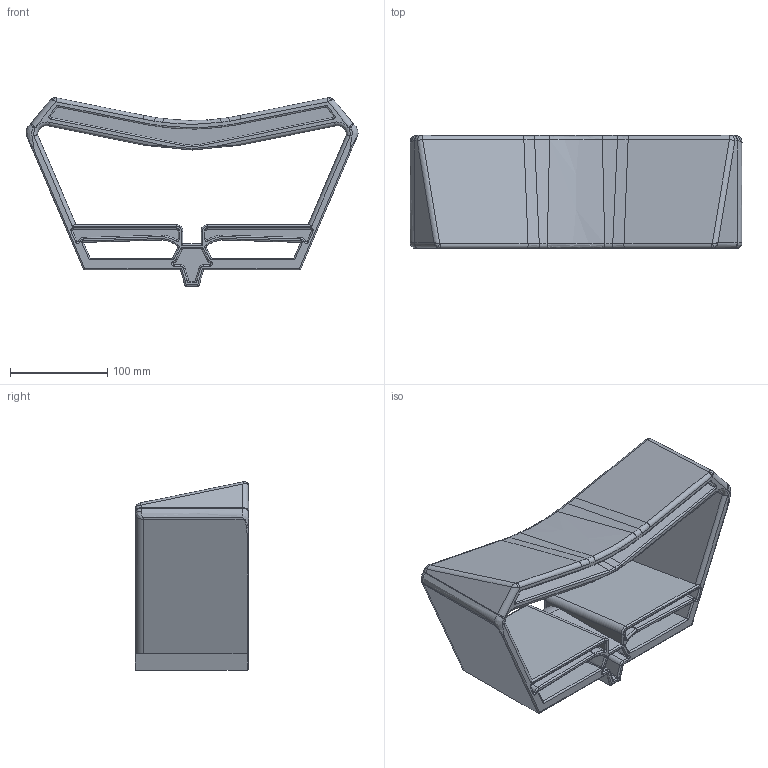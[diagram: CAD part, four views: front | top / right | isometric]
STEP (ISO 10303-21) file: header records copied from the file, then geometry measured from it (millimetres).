
FILE_DESCRIPTION(/* description */ ('STEP AP242','CAx-IF Rec.Pracs.---Representation and Presentation of Product Manufacturing Information (PMI)---4.0---2014-10-13','CAx-IF Rec.Pracs.---3D Tessellated Geometry---0.4---2014-09-14','2;1'),/* implementation_level */ '2;1');
FILE_NAME(/* name */ '668090f37f42df248cd65e3d',/* time_stamp */ '2024-06-29T22:55:47Z',/* author */ (''),/* organization */ (''),/* preprocessor_version */ 'ST-DEVELOPER v20',/* originating_system */ ' ',/* authorisation */ ' ');
FILE_SCHEMA (('AP242_MANAGED_MODEL_BASED_3D_ENGINEERING_MIM_LF { 1 0 10303 442 1 1 4 }'));
Length unit declared in the file: metre
Products named in the file (1): Part 2
Bounding box: 340.82 x 116.19 x 193.61 mm (x, y, z)
Volume: 1391325.6 mm3; surface area: 304177.8 mm2
Topology: 1 solids, 1 shells, 286 faces, 710 edges, 421 vertices
Faces by surface type: cylinder 116, plane 62, bspline 57, torus 47, cone 2, sphere 2
Entity records: 9347 total; most frequent: CARTESIAN_POINT 2854, ORIENTED_EDGE 1408, DIRECTION 1320, EDGE_CURVE 704, AXIS2_PLACEMENT_3D 522, VERTEX_POINT 421, EDGE_LOOP 293, FACE_BOUND 293
